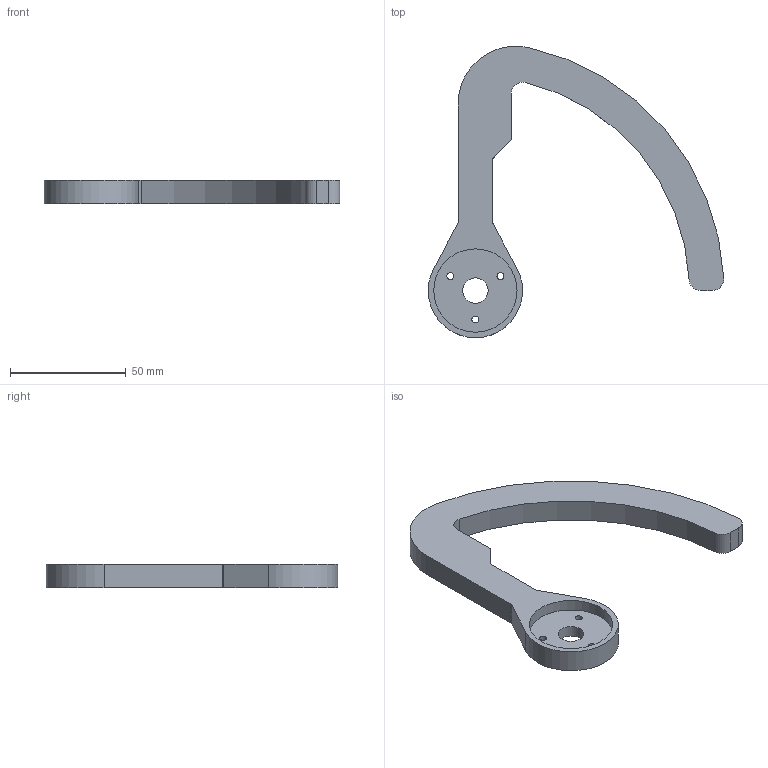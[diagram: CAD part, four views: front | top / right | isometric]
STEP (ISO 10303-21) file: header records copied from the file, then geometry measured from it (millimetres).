
FILE_DESCRIPTION(/* description */ (''),/* implementation_level */ '2;1');
FILE_NAME(/* name */ 'Bell_finger.step',/* time_stamp */ '2020-04-26T17:09:05+02:00',/* author */ (''),/* organization */ (''),/* preprocessor_version */ 'ST-DEVELOPER v18.1',/* originating_system */ 'Autodesk Translation Framework v9.2.0.1227',/* authorisation */ '');
FILE_SCHEMA (('AUTOMOTIVE_DESIGN { 1 0 10303 214 3 1 1 }'));
Length unit declared in the file: millimetre
Products named in the file (1): Bell_finger
Bounding box: 127.77 x 125.99 x 10 mm (x, y, z)
Volume: 44491.3 mm3; surface area: 16407.3 mm2
Topology: 1 solids, 1 shells, 26 faces, 73 edges, 50 vertices
Faces by surface type: cylinder 16, plane 10
Full cylindrical faces by diameter (mm): 3 x3, 11 x1, 36 x1
Entity records: 914 total; most frequent: DIRECTION 163, CARTESIAN_POINT 150, ORIENTED_EDGE 146, EDGE_CURVE 73, AXIS2_PLACEMENT_3D 63, VERTEX_POINT 50, LINE 37, VECTOR 37
